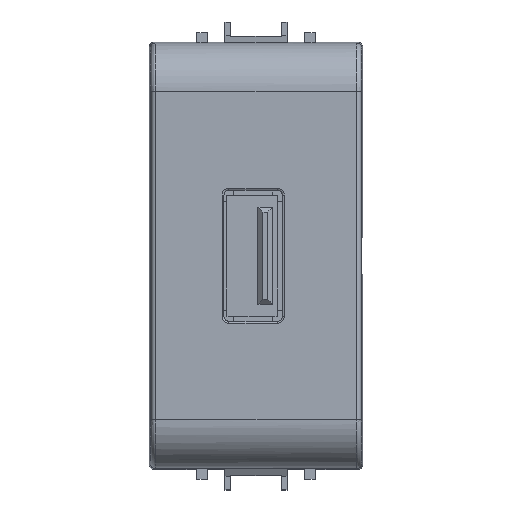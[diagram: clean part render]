
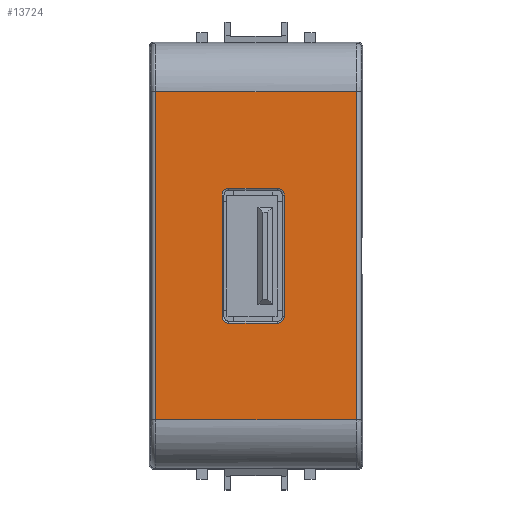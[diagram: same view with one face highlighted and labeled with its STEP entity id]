
A CAD part, top view. The second image highlights one B-rep face of the part: STEP entity #13724.
In plain terms, the highlighted planar face has unit normal (0, 0, 1).
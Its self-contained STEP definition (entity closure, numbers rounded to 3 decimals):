
#24 = DIRECTION ( 'NONE',  ( 0., 1., 0. ) ) ;
#1725 = FACE_BOUND ( 'NONE', #17376, .T. ) ;
#1747 = EDGE_CURVE ( 'NONE', #5437, #7330, #8334, .T. ) ;
#2435 = EDGE_CURVE ( 'NONE', #16106, #6176, #15542, .T. ) ;
#2514 = ORIENTED_EDGE ( 'NONE', *, *, #18724, .T. ) ;
#3325 = CARTESIAN_POINT ( 'NONE',  ( 2.9, -6.25, 11. ) ) ;
#3553 = LINE ( 'NONE', #23432, #21944 ) ;
#3991 = LINE ( 'NONE', #19037, #15765 ) ;
#4004 = CIRCLE ( 'NONE', #18366, 0.7 ) ;
#4092 = ORIENTED_EDGE ( 'NONE', *, *, #21638, .T. ) ;
#4604 = CARTESIAN_POINT ( 'NONE',  ( -10.317, -16.895, 11. ) ) ;
#4928 = DIRECTION ( 'NONE',  ( 1., 0., 0. ) ) ;
#5085 = DIRECTION ( 'NONE',  ( 0., 1., 0. ) ) ;
#5217 = LINE ( 'NONE', #4604, #21185 ) ;
#5437 = VERTEX_POINT ( 'NONE', #9178 ) ;
#5524 = DIRECTION ( 'NONE',  ( 1., 0., 0. ) ) ;
#5789 = VECTOR ( 'NONE', #24, 1000. ) ;
#6128 = AXIS2_PLACEMENT_3D ( 'NONE', #23864, #23613, #14030 ) ;
#6176 = VERTEX_POINT ( 'NONE', #11812 ) ;
#6353 = DIRECTION ( 'NONE',  ( 1., 0., 0. ) ) ;
#6441 = CARTESIAN_POINT ( 'NONE',  ( 2.2, -6.95, 11. ) ) ;
#6571 = VERTEX_POINT ( 'NONE', #12818 ) ;
#6848 = CARTESIAN_POINT ( 'NONE',  ( 10.317, 16.895, 11. ) ) ;
#7330 = VERTEX_POINT ( 'NONE', #23635 ) ;
#7577 = ORIENTED_EDGE ( 'NONE', *, *, #16307, .T. ) ;
#7986 = VERTEX_POINT ( 'NONE', #24006 ) ;
#8334 = LINE ( 'NONE', #6848, #15563 ) ;
#8464 = ORIENTED_EDGE ( 'NONE', *, *, #2435, .T. ) ;
#8530 = ORIENTED_EDGE ( 'NONE', *, *, #10066, .T. ) ;
#8646 = LINE ( 'NONE', #16954, #22790 ) ;
#8792 = DIRECTION ( 'NONE',  ( 0., 0., -1. ) ) ;
#9178 = CARTESIAN_POINT ( 'NONE',  ( 10.317, -16.895, 11. ) ) ;
#10000 = VERTEX_POINT ( 'NONE', #6441 ) ;
#10026 = EDGE_CURVE ( 'NONE', #11577, #10000, #18479, .T. ) ;
#10066 = EDGE_CURVE ( 'NONE', #13895, #6571, #16669, .T. ) ;
#10151 = DIRECTION ( 'NONE',  ( 1., 0., 0. ) ) ;
#10295 = EDGE_CURVE ( 'NONE', #6571, #11577, #16659, .T. ) ;
#10433 = EDGE_CURVE ( 'NONE', #7986, #5437, #3991, .T. ) ;
#10734 = ORIENTED_EDGE ( 'NONE', *, *, #10026, .T. ) ;
#10838 = VERTEX_POINT ( 'NONE', #18682 ) ;
#10924 = ORIENTED_EDGE ( 'NONE', *, *, #10295, .T. ) ;
#11364 = DIRECTION ( 'NONE',  ( -1., 0., 0. ) ) ;
#11563 = CARTESIAN_POINT ( 'NONE',  ( -3.5, 6.25, 11. ) ) ;
#11577 = VERTEX_POINT ( 'NONE', #15335 ) ;
#11812 = CARTESIAN_POINT ( 'NONE',  ( -3.5, -6.25, 11. ) ) ;
#12502 = AXIS2_PLACEMENT_3D ( 'NONE', #22698, #18829, #21015 ) ;
#12818 = CARTESIAN_POINT ( 'NONE',  ( 2.9, 6.25, 11. ) ) ;
#13724 = ADVANCED_FACE ( 'NONE', ( #1725, #23727 ), #17381, .T. ) ;
#13895 = VERTEX_POINT ( 'NONE', #18009 ) ;
#13934 = ORIENTED_EDGE ( 'NONE', *, *, #20538, .T. ) ;
#14030 = DIRECTION ( 'NONE',  ( 1., 0., 0. ) ) ;
#14106 = CARTESIAN_POINT ( 'NONE',  ( 2.2, 6.25, 11. ) ) ;
#14109 = CARTESIAN_POINT ( 'NONE',  ( -10.317, 16.895, 11. ) ) ;
#15119 = CARTESIAN_POINT ( 'NONE',  ( 0., 0., 11. ) ) ;
#15335 = CARTESIAN_POINT ( 'NONE',  ( 2.9, -6.25, 11. ) ) ;
#15542 = CIRCLE ( 'NONE', #12502, 0.7 ) ;
#15563 = VECTOR ( 'NONE', #5085, 1000. ) ;
#15765 = VECTOR ( 'NONE', #19202, 1000. ) ;
#15862 = ORIENTED_EDGE ( 'NONE', *, *, #1747, .T. ) ;
#16106 = VERTEX_POINT ( 'NONE', #17115 ) ;
#16307 = EDGE_CURVE ( 'NONE', #6176, #10838, #19676, .T. ) ;
#16659 = LINE ( 'NONE', #3325, #20569 ) ;
#16669 = CIRCLE ( 'NONE', #24333, 0.7 ) ;
#16782 = DIRECTION ( 'NONE',  ( 0., -1., 0. ) ) ;
#16954 = CARTESIAN_POINT ( 'NONE',  ( -2.8, -6.95, 11. ) ) ;
#17115 = CARTESIAN_POINT ( 'NONE',  ( -2.8, -6.95, 11. ) ) ;
#17376 = EDGE_LOOP ( 'NONE', ( #4092, #8530, #10924, #10734, #18093, #8464, #7577, #2514 ) ) ;
#17381 = PLANE ( 'NONE',  #19541 ) ;
#17760 = VECTOR ( 'NONE', #11364, 1000. ) ;
#17902 = DIRECTION ( 'NONE',  ( 0., 0., -1. ) ) ;
#18009 = CARTESIAN_POINT ( 'NONE',  ( 2.2, 6.95, 11. ) ) ;
#18093 = ORIENTED_EDGE ( 'NONE', *, *, #22417, .T. ) ;
#18366 = AXIS2_PLACEMENT_3D ( 'NONE', #22344, #8792, #4928 ) ;
#18479 = CIRCLE ( 'NONE', #6128, 0.7 ) ;
#18612 = EDGE_CURVE ( 'NONE', #23814, #7986, #5217, .T. ) ;
#18682 = CARTESIAN_POINT ( 'NONE',  ( -3.5, 6.25, 11. ) ) ;
#18724 = EDGE_CURVE ( 'NONE', #10838, #24614, #4004, .T. ) ;
#18829 = DIRECTION ( 'NONE',  ( 0., 0., -1. ) ) ;
#19037 = CARTESIAN_POINT ( 'NONE',  ( 10.808, -16.895, 11. ) ) ;
#19202 = DIRECTION ( 'NONE',  ( 1., 0., 0. ) ) ;
#19245 = ORIENTED_EDGE ( 'NONE', *, *, #18612, .T. ) ;
#19541 = AXIS2_PLACEMENT_3D ( 'NONE', #15119, #22939, #5524 ) ;
#19676 = LINE ( 'NONE', #11563, #5789 ) ;
#20001 = DIRECTION ( 'NONE',  ( 0., -1., 0. ) ) ;
#20538 = EDGE_CURVE ( 'NONE', #7330, #23814, #22859, .T. ) ;
#20569 = VECTOR ( 'NONE', #16782, 1000. ) ;
#21015 = DIRECTION ( 'NONE',  ( 1., 0., 0. ) ) ;
#21185 = VECTOR ( 'NONE', #20001, 1000. ) ;
#21638 = EDGE_CURVE ( 'NONE', #24614, #13895, #3553, .T. ) ;
#21944 = VECTOR ( 'NONE', #10151, 1000. ) ;
#22344 = CARTESIAN_POINT ( 'NONE',  ( -2.8, 6.25, 11. ) ) ;
#22417 = EDGE_CURVE ( 'NONE', #10000, #16106, #8646, .T. ) ;
#22698 = CARTESIAN_POINT ( 'NONE',  ( -2.8, -6.25, 11. ) ) ;
#22790 = VECTOR ( 'NONE', #22827, 1000. ) ;
#22813 = CARTESIAN_POINT ( 'NONE',  ( -10.808, 16.895, 11. ) ) ;
#22827 = DIRECTION ( 'NONE',  ( -1., 0., 0. ) ) ;
#22859 = LINE ( 'NONE', #22813, #17760 ) ;
#22935 = CARTESIAN_POINT ( 'NONE',  ( -2.8, 6.95, 11. ) ) ;
#22939 = DIRECTION ( 'NONE',  ( 0., 0., 1. ) ) ;
#23432 = CARTESIAN_POINT ( 'NONE',  ( 2.2, 6.95, 11. ) ) ;
#23462 = ORIENTED_EDGE ( 'NONE', *, *, #10433, .T. ) ;
#23575 = EDGE_LOOP ( 'NONE', ( #13934, #19245, #23462, #15862 ) ) ;
#23613 = DIRECTION ( 'NONE',  ( 0., 0., -1. ) ) ;
#23635 = CARTESIAN_POINT ( 'NONE',  ( 10.317, 16.895, 11. ) ) ;
#23727 = FACE_OUTER_BOUND ( 'NONE', #23575, .T. ) ;
#23814 = VERTEX_POINT ( 'NONE', #14109 ) ;
#23864 = CARTESIAN_POINT ( 'NONE',  ( 2.2, -6.25, 11. ) ) ;
#24006 = CARTESIAN_POINT ( 'NONE',  ( -10.317, -16.895, 11. ) ) ;
#24333 = AXIS2_PLACEMENT_3D ( 'NONE', #14106, #17902, #6353 ) ;
#24614 = VERTEX_POINT ( 'NONE', #22935 ) ;
